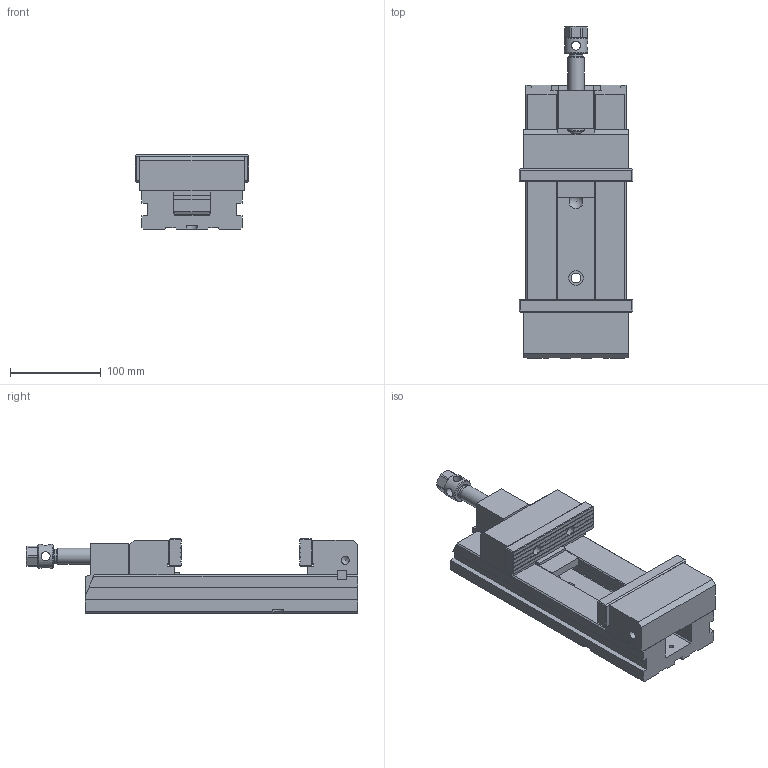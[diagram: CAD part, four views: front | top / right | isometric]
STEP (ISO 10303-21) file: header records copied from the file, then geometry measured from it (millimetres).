
FILE_DESCRIPTION(/* description */ (''),/* implementation_level */ '2;1');
FILE_NAME(/* name */ '29_125G_Mordaza.stp',/* time_stamp */ '2013-07-12T07:18:00+02:00',/* author */ (''),/* organization */ (''),/* preprocessor_version */ 'ST-DEVELOPER v11',/* originating_system */ 'SIEMENS PLM Software NX 7.5',/* authorisation */ '');
FILE_SCHEMA (('AUTOMOTIVE_DESIGN { 1 0 10303 214 1 1 1 1 }'));
Length unit declared in the file: millimetre
Products named in the file (1): 29_125G_Mordaza
Bounding box: 125 x 364.9 x 81.6 mm (x, y, z)
Volume: 1569387.9 mm3; surface area: 264051.1 mm2
Topology: 11 solids, 11 shells, 432 faces, 1188 edges, 781 vertices
Faces by surface type: plane 315, cylinder 75, cone 28, torus 7, sphere 6, bspline 1
Full cylindrical faces by diameter (mm): 4.351 x5, 5.188 x4, 6.4 x4, 8.782 x4, 10 x4, 10.5 x3, 11 x6, 12.376 x2, 14 x2, 14.5 x1, 15 x3, 16 x2, 16.188 x1, 17 x2, 17.732 x1, 18 x1, 22 x2, 26 x1
Entity records: 16243 total; most frequent: CARTESIAN_POINT 2558, DIRECTION 2160, ORIENTED_EDGE 2096, EDGE_CURVE 1048, VERTEX_POINT 739, LINE 738, VECTOR 738, AXIS2_PLACEMENT_3D 711
